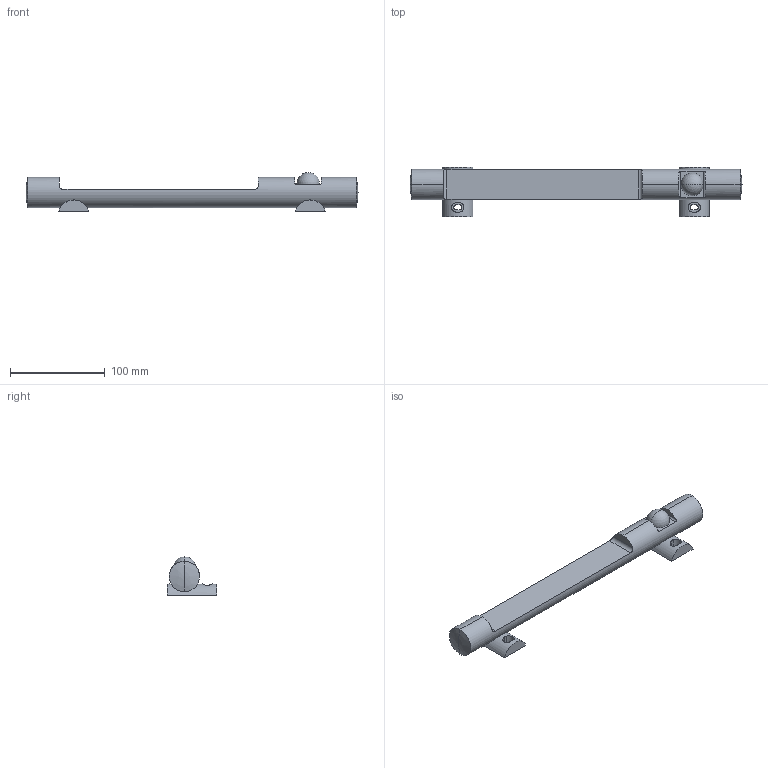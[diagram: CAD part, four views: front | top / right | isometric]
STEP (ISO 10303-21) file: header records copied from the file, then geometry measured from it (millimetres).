
FILE_DESCRIPTION(('starvars output'),'2;1');
FILE_NAME('cv20171024140727000044098.stp','14:07:27 2017/10/24',( 'Thomas Industrial Network Germany GmbH'),( 'Thomas Industrial Network Germany GmbH'),'unknown preprocess','ACIS' ,'unknown authorization');
FILE_SCHEMA(('CONFIG_CONTROL_DESIGN {UNKNOWN IMPLEMENTATION LEVEL}'));
Length unit declared in the file: millimetre
Products named in the file (1): PRODUCT_ID_1
Bounding box: 351 x 52 x 41 mm (x, y, z)
Volume: 238864 mm3; surface area: 41523.8 mm2
Topology: 1 solids, 1 shells, 44 faces, 117 edges, 74 vertices
Faces by surface type: plane 22, cylinder 16, bspline 4, sphere 2
Entity records: 1690 total; most frequent: CARTESIAN_POINT 582, ORIENTED_EDGE 222, DIRECTION 194, EDGE_CURVE 111, VERTEX_POINT 74, AXIS2_PLACEMENT_3D 70, VECTOR 54, LINE 54
